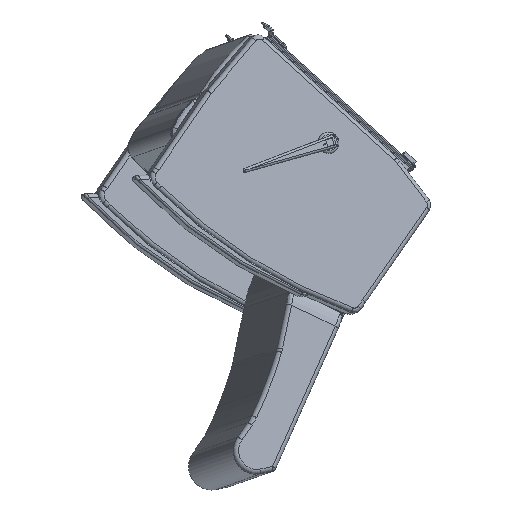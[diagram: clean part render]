
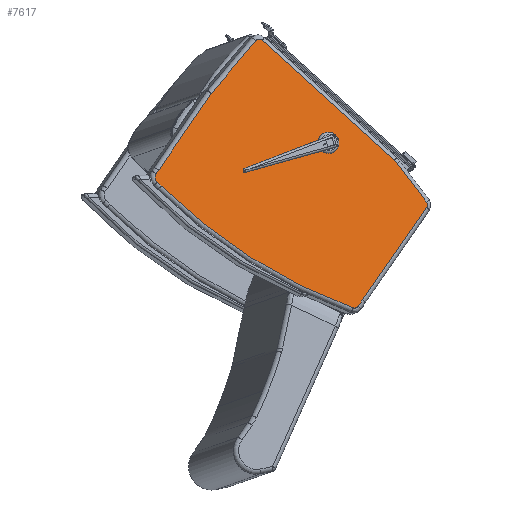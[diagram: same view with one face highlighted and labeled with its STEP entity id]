
A CAD part, left-side view. The second image highlights one B-rep face of the part: STEP entity #7617.
In plain terms, the highlighted face is planar.
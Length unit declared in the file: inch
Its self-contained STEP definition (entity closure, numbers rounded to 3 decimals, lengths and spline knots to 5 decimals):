
#804=CIRCLE('',#8518,59.75);
#808=CIRCLE('',#8524,0.5);
#810=CIRCLE('',#8528,2.5);
#813=CIRCLE('',#8532,0.5);
#817=CIRCLE('',#8537,0.5);
#820=CIRCLE('',#8542,59.75);
#822=CIRCLE('',#8544,0.5);
#823=CIRCLE('',#8547,0.75);
#1457=FACE_OUTER_BOUND('',#1944,.T.);
#1944=EDGE_LOOP('',(#6916,#6917,#6918,#6919,#6920,#6921,#6922,#6923,#6924,
#6925,#6926,#6927,#6928,#6929,#6930));
#2468=LINE('',#15824,#3007);
#2470=LINE('',#15855,#3009);
#2471=LINE('',#15871,#3010);
#2473=LINE('',#15890,#3012);
#2474=LINE('',#15915,#3013);
#2476=LINE('',#15932,#3015);
#2478=LINE('',#15951,#3017);
#3007=VECTOR('',#10686,0.3937);
#3009=VECTOR('',#10694,0.3937);
#3010=VECTOR('',#10703,0.3937);
#3012=VECTOR('',#10713,0.3937);
#3013=VECTOR('',#10724,0.3937);
#3015=VECTOR('',#10734,0.3937);
#3017=VECTOR('',#10748,0.3937);
#3666=VERTEX_POINT('',#15798);
#3667=VERTEX_POINT('',#15809);
#3668=VERTEX_POINT('',#15822);
#3669=VERTEX_POINT('',#15823);
#3672=VERTEX_POINT('',#15851);
#3673=VERTEX_POINT('',#15853);
#3674=VERTEX_POINT('',#15865);
#3675=VERTEX_POINT('',#15869);
#3676=VERTEX_POINT('',#15873);
#3678=VERTEX_POINT('',#15888);
#3680=VERTEX_POINT('',#15907);
#3682=VERTEX_POINT('',#15913);
#3684=VERTEX_POINT('',#15927);
#3685=VERTEX_POINT('',#15935);
#3686=VERTEX_POINT('',#15947);
#4733=EDGE_CURVE('',#3666,#3667,#804,.T.);
#4735=EDGE_CURVE('',#3668,#3669,#2468,.T.);
#4741=EDGE_CURVE('',#3673,#3672,#2470,.T.);
#4743=EDGE_CURVE('',#3674,#3673,#808,.T.);
#4745=EDGE_CURVE('',#3675,#3674,#2471,.T.);
#4747=EDGE_CURVE('',#3676,#3675,#810,.T.);
#4750=EDGE_CURVE('',#3678,#3676,#2473,.T.);
#4752=EDGE_CURVE('',#3680,#3678,#813,.T.);
#4755=EDGE_CURVE('',#3682,#3680,#2474,.T.);
#4758=EDGE_CURVE('',#3684,#3682,#817,.T.);
#4760=EDGE_CURVE('',#3669,#3684,#2476,.T.);
#4763=EDGE_CURVE('',#3685,#3666,#820,.T.);
#4765=EDGE_CURVE('',#3686,#3685,#822,.T.);
#4766=EDGE_CURVE('',#3672,#3686,#2478,.T.);
#4767=EDGE_CURVE('',#3667,#3668,#823,.T.);
#6916=ORIENTED_EDGE('',*,*,#4741,.F.);
#6917=ORIENTED_EDGE('',*,*,#4743,.F.);
#6918=ORIENTED_EDGE('',*,*,#4745,.F.);
#6919=ORIENTED_EDGE('',*,*,#4747,.F.);
#6920=ORIENTED_EDGE('',*,*,#4750,.F.);
#6921=ORIENTED_EDGE('',*,*,#4752,.F.);
#6922=ORIENTED_EDGE('',*,*,#4755,.F.);
#6923=ORIENTED_EDGE('',*,*,#4758,.F.);
#6924=ORIENTED_EDGE('',*,*,#4760,.F.);
#6925=ORIENTED_EDGE('',*,*,#4735,.F.);
#6926=ORIENTED_EDGE('',*,*,#4767,.F.);
#6927=ORIENTED_EDGE('',*,*,#4733,.F.);
#6928=ORIENTED_EDGE('',*,*,#4763,.F.);
#6929=ORIENTED_EDGE('',*,*,#4765,.F.);
#6930=ORIENTED_EDGE('',*,*,#4766,.F.);
#7156=PLANE('',#8553);
#7617=ADVANCED_FACE('',(#1457),#7156,.T.);
#8518=AXIS2_PLACEMENT_3D('',#15810,#10682,#10683);
#8524=AXIS2_PLACEMENT_3D('',#15867,#10697,#10698);
#8528=AXIS2_PLACEMENT_3D('',#15884,#10706,#10707);
#8532=AXIS2_PLACEMENT_3D('',#15909,#10716,#10717);
#8537=AXIS2_PLACEMENT_3D('',#15929,#10728,#10729);
#8542=AXIS2_PLACEMENT_3D('',#15937,#10740,#10741);
#8544=AXIS2_PLACEMENT_3D('',#15949,#10744,#10745);
#8547=AXIS2_PLACEMENT_3D('',#15953,#10751,#10752);
#8553=AXIS2_PLACEMENT_3D('',#15963,#10767,#10768);
#10682=DIRECTION('center_axis',(0.,0.,-1.));
#10683=DIRECTION('ref_axis',(0.05,0.999,0.));
#10686=DIRECTION('',(0.106,-0.994,0.));
#10694=DIRECTION('',(-0.106,0.994,0.));
#10697=DIRECTION('center_axis',(0.,0.,-1.));
#10698=DIRECTION('ref_axis',(-0.735,-0.679,0.));
#10703=DIRECTION('',(-0.983,0.184,0.));
#10706=DIRECTION('center_axis',(0.,0.,-1.));
#10707=DIRECTION('ref_axis',(-0.092,-0.996,0.));
#10713=DIRECTION('',(-1.,-0.001,0.));
#10716=DIRECTION('center_axis',(0.,0.,-1.));
#10717=DIRECTION('ref_axis',(0.712,-0.702,0.));
#10724=DIRECTION('',(0.014,-1.,0.));
#10728=DIRECTION('center_axis',(0.,0.,-1.));
#10729=DIRECTION('ref_axis',(0.998,0.062,0.));
#10734=DIRECTION('',(0.11,-0.994,0.));
#10740=DIRECTION('center_axis',(0.,0.,-1.));
#10741=DIRECTION('ref_axis',(-0.174,0.985,0.));
#10744=DIRECTION('center_axis',(0.,0.,-1.));
#10745=DIRECTION('ref_axis',(-0.859,0.512,0.));
#10748=DIRECTION('',(-0.106,0.994,0.));
#10751=DIRECTION('center_axis',(0.,0.,-1.));
#10752=DIRECTION('ref_axis',(0.669,0.743,0.));
#10767=DIRECTION('center_axis',(0.,0.,1.));
#10768=DIRECTION('ref_axis',(1.,0.,0.));
#15798=CARTESIAN_POINT('',(30.35305,-10.41044,3.));
#15809=CARTESIAN_POINT('',(30.96931,-10.4412,3.));
#15810=CARTESIAN_POINT('Origin',(27.68214,-70.10071,3.));
#15822=CARTESIAN_POINT('',(31.67349,-11.06456,3.));
#15823=CARTESIAN_POINT('',(31.72615,-11.55846,3.));
#15824=CARTESIAN_POINT('',(31.9615,-13.76578,3.));
#15851=CARTESIAN_POINT('',(5.07948,-16.22891,3.));
#15853=CARTESIAN_POINT('',(6.42687,-28.85763,3.));
#15855=CARTESIAN_POINT('',(5.95876,-24.47018,3.));
#15865=CARTESIAN_POINT('',(6.83187,-29.29602,3.));
#15867=CARTESIAN_POINT('Origin',(6.92405,-28.80459,3.));
#15869=CARTESIAN_POINT('',(12.11389,-30.28672,3.));
#15871=CARTESIAN_POINT('',(13.84383,-30.61119,3.));
#15873=CARTESIAN_POINT('',(12.57757,-30.32957,3.));
#15884=CARTESIAN_POINT('Origin',(12.57476,-27.82957,3.));
#15888=CARTESIAN_POINT('',(32.48755,-30.31847,3.));
#15890=CARTESIAN_POINT('',(25.75379,-30.32222,3.));
#15907=CARTESIAN_POINT('',(32.98722,-29.81165,3.));
#15909=CARTESIAN_POINT('Origin',(32.48727,-29.81847,3.));
#15913=CARTESIAN_POINT('',(32.88094,-22.0233,3.));
#15915=CARTESIAN_POINT('',(32.85178,-19.88638,3.));
#15927=CARTESIAN_POINT('',(32.87796,-21.97517,3.));
#15929=CARTESIAN_POINT('Origin',(32.38099,-22.03012,3.));
#15932=CARTESIAN_POINT('',(31.99514,-13.99111,3.));
#15935=CARTESIAN_POINT('',(5.29373,-14.84155,3.));
#15937=CARTESIAN_POINT('Origin',(27.98863,-70.11364,3.));
#15947=CARTESIAN_POINT('',(4.98646,-15.35712,3.));
#15949=CARTESIAN_POINT('Origin',(5.48364,-15.30407,3.));
#15951=CARTESIAN_POINT('',(5.24561,-17.78599,3.));
#15953=CARTESIAN_POINT('Origin',(30.93412,-11.19038,3.));
#15963=CARTESIAN_POINT('Origin',(18.,-18.,3.));
